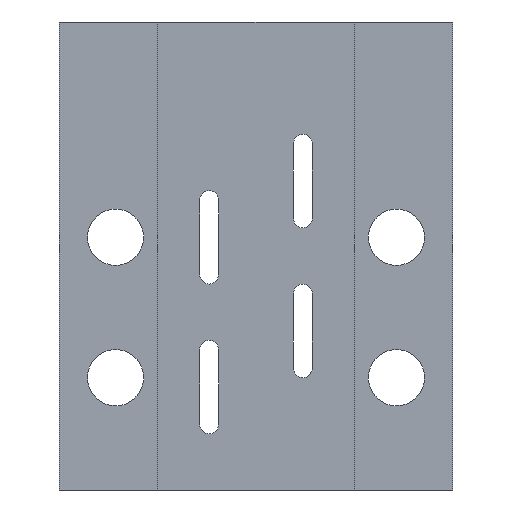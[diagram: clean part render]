
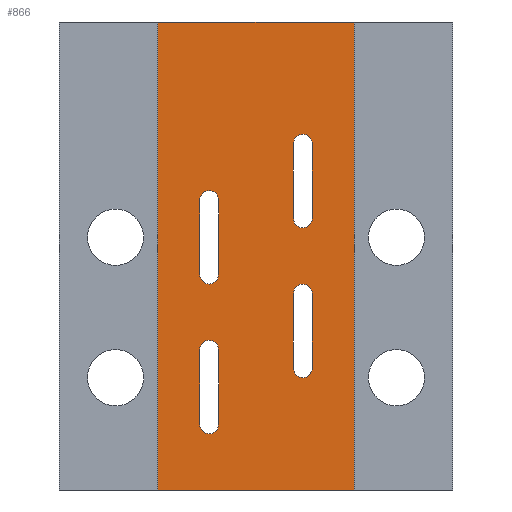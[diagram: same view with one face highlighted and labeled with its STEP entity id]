
A CAD part, front view. The second image highlights one B-rep face of the part: STEP entity #866.
In plain terms, the highlighted planar face has unit normal (0, -1, 0).
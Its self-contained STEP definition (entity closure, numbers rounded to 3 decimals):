
#265=CARTESIAN_POINT('',(-4.0,8.5,-18.0));
#266=VERTEX_POINT('',#265);
#267=CARTESIAN_POINT('',(-6.,8.5,-18.0));
#268=VERTEX_POINT('',#267);
#269=CARTESIAN_POINT('',(-5.0,8.5,-18.0));
#270=DIRECTION('',(0.0,1.0,0.0));
#271=DIRECTION('',(1.0,0.0,0.0));
#272=AXIS2_PLACEMENT_3D('',#269,#270,#271);
#273=CIRCLE('',#272,1.0);
#274=EDGE_CURVE('',#266,#268,#273,.T.);
#307=CARTESIAN_POINT('',(-6.,8.5,-10.0));
#308=VERTEX_POINT('',#307);
#309=CARTESIAN_POINT('',(-6.,8.5,-18.0));
#310=DIRECTION('',(0.0,0.0,1.0));
#311=VECTOR('',#310,8.0);
#312=LINE('',#309,#311);
#313=EDGE_CURVE('',#268,#308,#312,.T.);
#338=CARTESIAN_POINT('',(-4.0,8.5,-10.0));
#339=VERTEX_POINT('',#338);
#340=CARTESIAN_POINT('',(-5.0,8.5,-10.0));
#341=DIRECTION('',(0.0,1.0,0.0));
#342=DIRECTION('',(-1.0,0.0,0.0));
#343=AXIS2_PLACEMENT_3D('',#340,#341,#342);
#344=CIRCLE('',#343,1.0);
#345=EDGE_CURVE('',#308,#339,#344,.T.);
#371=CARTESIAN_POINT('',(-4.0,8.5,-10.0));
#372=DIRECTION('',(0.0,0.0,-1.0));
#373=VECTOR('',#372,8.0);
#374=LINE('',#371,#373);
#375=EDGE_CURVE('',#339,#266,#374,.T.);
#393=CARTESIAN_POINT('',(6.,8.5,4.0));
#394=VERTEX_POINT('',#393);
#395=CARTESIAN_POINT('',(4.0,8.5,4.0));
#396=VERTEX_POINT('',#395);
#397=CARTESIAN_POINT('',(5.0,8.5,4.0));
#398=DIRECTION('',(0.0,1.0,0.0));
#399=DIRECTION('',(1.0,0.0,0.0));
#400=AXIS2_PLACEMENT_3D('',#397,#398,#399);
#401=CIRCLE('',#400,1.0);
#402=EDGE_CURVE('',#394,#396,#401,.T.);
#435=CARTESIAN_POINT('',(4.0,8.5,12.));
#436=VERTEX_POINT('',#435);
#437=CARTESIAN_POINT('',(4.0,8.5,4.0));
#438=DIRECTION('',(0.0,0.0,1.0));
#439=VECTOR('',#438,8.);
#440=LINE('',#437,#439);
#441=EDGE_CURVE('',#396,#436,#440,.T.);
#466=CARTESIAN_POINT('',(6.,8.5,12.));
#467=VERTEX_POINT('',#466);
#468=CARTESIAN_POINT('',(5.0,8.5,12.));
#469=DIRECTION('',(0.0,1.0,0.0));
#470=DIRECTION('',(-1.0,0.0,0.0));
#471=AXIS2_PLACEMENT_3D('',#468,#469,#470);
#472=CIRCLE('',#471,1.0);
#473=EDGE_CURVE('',#436,#467,#472,.T.);
#499=CARTESIAN_POINT('',(6.,8.5,12.));
#500=DIRECTION('',(0.0,0.0,-1.0));
#501=VECTOR('',#500,8.);
#502=LINE('',#499,#501);
#503=EDGE_CURVE('',#467,#394,#502,.T.);
#521=CARTESIAN_POINT('',(-4.0,8.5,-2.0));
#522=VERTEX_POINT('',#521);
#523=CARTESIAN_POINT('',(-6.,8.5,-2.0));
#524=VERTEX_POINT('',#523);
#525=CARTESIAN_POINT('',(-5.0,8.5,-2.0));
#526=DIRECTION('',(0.0,1.0,0.0));
#527=DIRECTION('',(1.0,0.0,0.0));
#528=AXIS2_PLACEMENT_3D('',#525,#526,#527);
#529=CIRCLE('',#528,1.0);
#530=EDGE_CURVE('',#522,#524,#529,.T.);
#563=CARTESIAN_POINT('',(-6.,8.5,6.));
#564=VERTEX_POINT('',#563);
#565=CARTESIAN_POINT('',(-6.,8.5,-2.0));
#566=DIRECTION('',(0.0,0.0,1.0));
#567=VECTOR('',#566,8.0);
#568=LINE('',#565,#567);
#569=EDGE_CURVE('',#524,#564,#568,.T.);
#594=CARTESIAN_POINT('',(-4.0,8.5,6.));
#595=VERTEX_POINT('',#594);
#596=CARTESIAN_POINT('',(-5.0,8.5,6.));
#597=DIRECTION('',(0.0,1.0,0.0));
#598=DIRECTION('',(-1.0,0.0,0.0));
#599=AXIS2_PLACEMENT_3D('',#596,#597,#598);
#600=CIRCLE('',#599,1.0);
#601=EDGE_CURVE('',#564,#595,#600,.T.);
#627=CARTESIAN_POINT('',(-4.0,8.5,6.));
#628=DIRECTION('',(0.0,0.0,-1.0));
#629=VECTOR('',#628,8.0);
#630=LINE('',#627,#629);
#631=EDGE_CURVE('',#595,#522,#630,.T.);
#649=CARTESIAN_POINT('',(6.,8.5,-12.));
#650=VERTEX_POINT('',#649);
#651=CARTESIAN_POINT('',(4.0,8.5,-12.));
#652=VERTEX_POINT('',#651);
#653=CARTESIAN_POINT('',(5.0,8.5,-12.));
#654=DIRECTION('',(0.0,1.0,0.0));
#655=DIRECTION('',(1.0,0.0,0.0));
#656=AXIS2_PLACEMENT_3D('',#653,#654,#655);
#657=CIRCLE('',#656,1.0);
#658=EDGE_CURVE('',#650,#652,#657,.T.);
#691=CARTESIAN_POINT('',(4.0,8.5,-4.0));
#692=VERTEX_POINT('',#691);
#693=CARTESIAN_POINT('',(4.0,8.5,-12.));
#694=DIRECTION('',(0.0,0.0,1.0));
#695=VECTOR('',#694,8.);
#696=LINE('',#693,#695);
#697=EDGE_CURVE('',#652,#692,#696,.T.);
#722=CARTESIAN_POINT('',(6.,8.5,-4.0));
#723=VERTEX_POINT('',#722);
#724=CARTESIAN_POINT('',(5.0,8.5,-4.0));
#725=DIRECTION('',(0.0,1.0,0.0));
#726=DIRECTION('',(-1.0,0.0,0.0));
#727=AXIS2_PLACEMENT_3D('',#724,#725,#726);
#728=CIRCLE('',#727,1.0);
#729=EDGE_CURVE('',#692,#723,#728,.T.);
#755=CARTESIAN_POINT('',(6.,8.5,-4.0));
#756=DIRECTION('',(0.0,0.0,-1.0));
#757=VECTOR('',#756,8.);
#758=LINE('',#755,#757);
#759=EDGE_CURVE('',#723,#650,#758,.T.);
#779=CARTESIAN_POINT('',(-10.5,8.5,-25.0));
#780=VERTEX_POINT('',#779);
#787=CARTESIAN_POINT('',(-10.5,8.5,25.0));
#788=VERTEX_POINT('',#787);
#789=CARTESIAN_POINT('',(-10.5,8.5,25.0));
#790=DIRECTION('',(0.0,0.0,-1.0));
#791=VECTOR('',#790,50.0);
#792=LINE('',#789,#791);
#793=EDGE_CURVE('',#788,#780,#792,.T.);
#812=CARTESIAN_POINT('',(-10.5,8.5,25.0));
#813=DIRECTION('',(0.0,-1.0,0.0));
#814=DIRECTION('',(0.0,0.0,-1.0));
#815=AXIS2_PLACEMENT_3D('',#812,#813,#814);
#816=PLANE('',#815);
#817=CARTESIAN_POINT('',(10.5,8.5,-25.0));
#818=VERTEX_POINT('',#817);
#819=CARTESIAN_POINT('',(-10.5,8.5,-25.0));
#820=DIRECTION('',(1.0,0.0,0.0));
#821=VECTOR('',#820,21.0);
#822=LINE('',#819,#821);
#823=EDGE_CURVE('',#780,#818,#822,.T.);
#824=ORIENTED_EDGE('',*,*,#823,.T.);
#825=CARTESIAN_POINT('',(10.5,8.5,25.0));
#826=VERTEX_POINT('',#825);
#827=CARTESIAN_POINT('',(10.5,8.5,25.0));
#828=DIRECTION('',(0.0,0.0,-1.0));
#829=VECTOR('',#828,50.0);
#830=LINE('',#827,#829);
#831=EDGE_CURVE('',#826,#818,#830,.T.);
#832=ORIENTED_EDGE('',*,*,#831,.F.);
#833=CARTESIAN_POINT('',(-10.5,8.5,25.0));
#834=DIRECTION('',(1.0,0.0,0.0));
#835=VECTOR('',#834,21.0);
#836=LINE('',#833,#835);
#837=EDGE_CURVE('',#788,#826,#836,.T.);
#838=ORIENTED_EDGE('',*,*,#837,.F.);
#839=ORIENTED_EDGE('',*,*,#793,.T.);
#840=EDGE_LOOP('',(#824,#832,#838,#839));
#841=FACE_OUTER_BOUND('',#840,.T.);
#842=ORIENTED_EDGE('',*,*,#473,.T.);
#843=ORIENTED_EDGE('',*,*,#503,.T.);
#844=ORIENTED_EDGE('',*,*,#402,.T.);
#845=ORIENTED_EDGE('',*,*,#441,.T.);
#846=EDGE_LOOP('',(#842,#843,#844,#845));
#847=FACE_BOUND('',#846,.T.);
#848=ORIENTED_EDGE('',*,*,#601,.T.);
#849=ORIENTED_EDGE('',*,*,#631,.T.);
#850=ORIENTED_EDGE('',*,*,#530,.T.);
#851=ORIENTED_EDGE('',*,*,#569,.T.);
#852=EDGE_LOOP('',(#848,#849,#850,#851));
#853=FACE_BOUND('',#852,.T.);
#854=ORIENTED_EDGE('',*,*,#729,.T.);
#855=ORIENTED_EDGE('',*,*,#759,.T.);
#856=ORIENTED_EDGE('',*,*,#658,.T.);
#857=ORIENTED_EDGE('',*,*,#697,.T.);
#858=EDGE_LOOP('',(#854,#855,#856,#857));
#859=FACE_BOUND('',#858,.T.);
#860=ORIENTED_EDGE('',*,*,#345,.T.);
#861=ORIENTED_EDGE('',*,*,#375,.T.);
#862=ORIENTED_EDGE('',*,*,#274,.T.);
#863=ORIENTED_EDGE('',*,*,#313,.T.);
#864=EDGE_LOOP('',(#860,#861,#862,#863));
#865=FACE_BOUND('',#864,.T.);
#866=ADVANCED_FACE('',(#841,#847,#853,#859,#865),#816,.T.);
